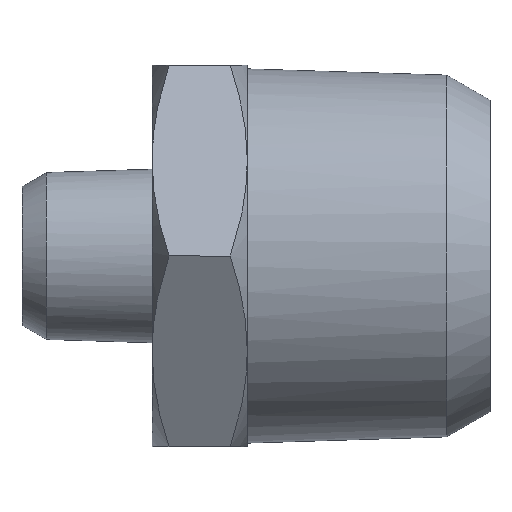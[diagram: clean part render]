
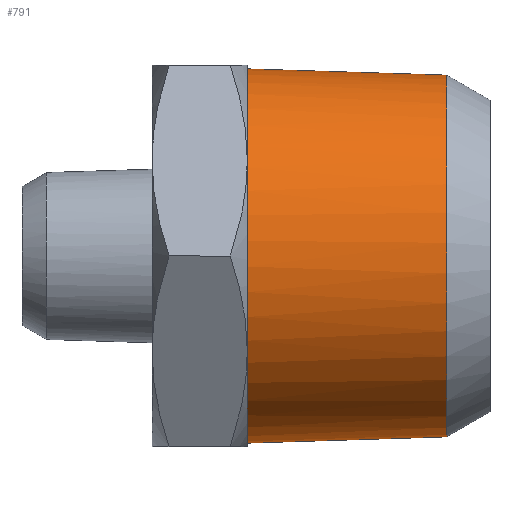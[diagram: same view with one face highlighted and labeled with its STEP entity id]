
A CAD part, left-side view. The second image highlights one B-rep face of the part: STEP entity #791.
In plain terms, the highlighted free-form (B-spline) face has degree [1, 3] with [2, 4] control points.
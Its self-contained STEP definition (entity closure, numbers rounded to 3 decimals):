
#53 = EDGE_CURVE ( 'NONE', #1647, #1461, #1492, .T. ) ;
#89 = CARTESIAN_POINT ( 'NONE',  ( -4.786, 14., 9.702 ) ) ;
#137 = CARTESIAN_POINT ( 'NONE',  ( 0., 2.485, 10.435 ) ) ;
#156 = B_SPLINE_CURVE_WITH_KNOTS ( 'NONE', 1,
 ( #1162, #1488 ),
 .UNSPECIFIED., .F., .F.,
 ( 2, 2 ),
 ( -1., 0. ),
 .UNSPECIFIED. ) ;
#192 = CARTESIAN_POINT ( 'NONE',  ( -20.87, 2.485, -10.435 ) ) ;
#195 = VERTEX_POINT ( 'NONE', #1919 ) ;
#210 = CARTESIAN_POINT ( 'NONE',  ( -1.411, 14., -10.726 ) ) ;
#215 = CARTESIAN_POINT ( 'NONE',  ( -4.786, 14., -9.702 ) ) ;
#226 = CARTESIAN_POINT ( 'NONE',  ( -10.449, 14., 2.801 ) ) ;
#241 = CARTESIAN_POINT ( 'NONE',  ( -7.132, 14., 8.134 ) ) ;
#366 = CARTESIAN_POINT ( 'NONE',  ( -7.132, 14., -8.134 ) ) ;
#378 = CARTESIAN_POINT ( 'NONE',  ( -0.709, 14., -10.795 ) ) ;
#385 = CARTESIAN_POINT ( 'NONE',  ( -10.244, 14., 3.476 ) ) ;
#407 = CARTESIAN_POINT ( 'NONE',  ( -0.709, 14., 10.795 ) ) ;
#457 = CARTESIAN_POINT ( 'NONE',  ( 0., 2.485, 10.435 ) ) ;
#523 = CARTESIAN_POINT ( 'NONE',  ( -2.801, 14., -10.449 ) ) ;
#544 = CARTESIAN_POINT ( 'NONE',  ( -9.702, 14., 4.786 ) ) ;
#577 = CARTESIAN_POINT ( 'NONE',  ( -1.411, 14., 10.726 ) ) ;
#594 = CARTESIAN_POINT ( 'NONE',  ( 0., 2.485, -10.435 ) ) ;
#686 = CARTESIAN_POINT ( 'NONE',  ( -9.702, 14., -4.786 ) ) ;
#702 = CARTESIAN_POINT ( 'NONE',  ( -10.795, 14., 0.709 ) ) ;
#707 = CARTESIAN_POINT ( 'NONE',  ( -9.369, 14., 5.408 ) ) ;
#727 = EDGE_CURVE ( 'NONE', #1647, #195, #156, .T. ) ;
#753 = CARTESIAN_POINT ( 'NONE',  ( -20.87, 2.485, -10.435 ) ) ;
#791 = ADVANCED_FACE ( 'NONE', ( #1795 ), #1106, .F. ) ;
#890 = CARTESIAN_POINT ( 'NONE',  ( 0., 2.485, 10.435 ) ) ;
#914 = CARTESIAN_POINT ( 'NONE',  ( 0., 14., -10.795 ) ) ;
#991 = CARTESIAN_POINT ( 'NONE',  ( -3.476, 14., -10.244 ) ) ;
#1013 = CARTESIAN_POINT ( 'NONE',  ( -9.369, 14., -5.408 ) ) ;
#1018 = CARTESIAN_POINT ( 'NONE',  ( -8.582, 14., 6.587 ) ) ;
#1037 = CARTESIAN_POINT ( 'NONE',  ( -6.587, 14., 8.582 ) ) ;
#1052 = EDGE_CURVE ( 'NONE', #195, #1286, #1537, .T. ) ;
#1074 = CARTESIAN_POINT ( 'NONE',  ( -21.59, 14., -10.795 ) ) ;
#1106 =( BOUNDED_SURFACE ( )  B_SPLINE_SURFACE ( 1, 3, ( 
 ( #594, #753, #1702, #890 ),
 ( #914, #1074, #1237, #1850 ) ),
 .UNSPECIFIED., .F., .F., .F. ) 
 B_SPLINE_SURFACE_WITH_KNOTS ( ( 2, 2 ),
 ( 4, 4 ),
 ( 0., 1. ),
 ( 0., 1. ),
 .UNSPECIFIED. ) 
 GEOMETRIC_REPRESENTATION_ITEM ( )  RATIONAL_B_SPLINE_SURFACE ( (
 ( 1., 0.333, 0.333, 1.),
 ( 1., 0.333, 0.333, 1.) ) ) 
 REPRESENTATION_ITEM ( '' )  SURFACE ( )  );
#1153 = CARTESIAN_POINT ( 'NONE',  ( 0., 14., -10.795 ) ) ;
#1159 = CARTESIAN_POINT ( 'NONE',  ( -8.582, 14., -6.587 ) ) ;
#1162 = CARTESIAN_POINT ( 'NONE',  ( 0., 14., -10.795 ) ) ;
#1166 = CARTESIAN_POINT ( 'NONE',  ( -10.726, 14., 1.411 ) ) ;
#1237 = CARTESIAN_POINT ( 'NONE',  ( -21.59, 14., 10.795 ) ) ;
#1286 = VERTEX_POINT ( 'NONE', #457 ) ;
#1326 = CARTESIAN_POINT ( 'NONE',  ( -10.449, 14., -2.801 ) ) ;
#1337 = CARTESIAN_POINT ( 'NONE',  ( 0., 2.485, -10.435 ) ) ;
#1349 = CARTESIAN_POINT ( 'NONE',  ( -3.476, 14., 10.244 ) ) ;
#1368 = CARTESIAN_POINT ( 'NONE',  ( -2.801, 14., 10.449 ) ) ;
#1406 = ORIENTED_EDGE ( 'NONE', *, *, #53, .F. ) ;
#1440 = CARTESIAN_POINT ( 'NONE',  ( 0., 2.485, 10.435 ) ) ;
#1455 = CARTESIAN_POINT ( 'NONE',  ( 0., 14., -10.795 ) ) ;
#1458 = ORIENTED_EDGE ( 'NONE', *, *, #1052, .T. ) ;
#1461 = VERTEX_POINT ( 'NONE', #1591 ) ;
#1484 = CARTESIAN_POINT ( 'NONE',  ( -10.726, 14., -1.411 ) ) ;
#1488 = CARTESIAN_POINT ( 'NONE',  ( 0., 2.485, -10.435 ) ) ;
#1492 = B_SPLINE_CURVE_WITH_KNOTS ( 'NONE', 3,
 ( #1153, #378, #210, #523, #991, #215, #1961, #1950, #366, #1626, #1159, #1013, #686, #1789, #1326, #1484, #1637, #702, #1166, #226, #385, #544, #707, #1018, #1840, #241, #1037, #1833, #89, #1349, #1368, #577, #407, #1560 ),
 .UNSPECIFIED., .F., .F.,
 ( 4, 2, 2, 2, 2, 2, 2, 2, 2, 2, 2, 2, 2, 2, 2, 2, 4 ),
 ( 0., 0.196, 0.393, 0.589, 0.785, 0.982, 1.178, 1.374, 1.571, 1.767, 1.963, 2.16, 2.356, 2.553, 2.749, 2.945, 3.142 ),
 .UNSPECIFIED. ) ;
#1537 =( BOUNDED_CURVE ( )  B_SPLINE_CURVE ( 3, ( #1337, #192, #1916, #1440 ),
 .UNSPECIFIED., .F., .F. ) 
 B_SPLINE_CURVE_WITH_KNOTS ( ( 4, 4 ),
 ( -3.142, 0. ),
 .UNSPECIFIED. ) 
 CURVE ( )  GEOMETRIC_REPRESENTATION_ITEM ( )  RATIONAL_B_SPLINE_CURVE ( ( 1., 0.333, 0.333, 1. ) ) 
 REPRESENTATION_ITEM ( '' )  );
#1560 = CARTESIAN_POINT ( 'NONE',  ( 0., 14., 10.795 ) ) ;
#1587 = B_SPLINE_CURVE_WITH_KNOTS ( 'NONE', 1,
 ( #137, #1716 ),
 .UNSPECIFIED., .F., .F.,
 ( 2, 2 ),
 ( -1., 0. ),
 .UNSPECIFIED. ) ;
#1591 = CARTESIAN_POINT ( 'NONE',  ( 0., 14., 10.795 ) ) ;
#1626 = CARTESIAN_POINT ( 'NONE',  ( -8.134, 14., -7.132 ) ) ;
#1637 = CARTESIAN_POINT ( 'NONE',  ( -10.795, 14., -0.709 ) ) ;
#1647 = VERTEX_POINT ( 'NONE', #1455 ) ;
#1702 = CARTESIAN_POINT ( 'NONE',  ( -20.87, 2.485, 10.435 ) ) ;
#1707 = EDGE_CURVE ( 'NONE', #1286, #1461, #1587, .T. ) ;
#1716 = CARTESIAN_POINT ( 'NONE',  ( 0., 14., 10.795 ) ) ;
#1789 = CARTESIAN_POINT ( 'NONE',  ( -10.244, 14., -3.476 ) ) ;
#1795 = FACE_OUTER_BOUND ( 'NONE', #1942, .T. ) ;
#1833 = CARTESIAN_POINT ( 'NONE',  ( -5.408, 14., 9.369 ) ) ;
#1840 = CARTESIAN_POINT ( 'NONE',  ( -8.134, 14., 7.132 ) ) ;
#1850 = CARTESIAN_POINT ( 'NONE',  ( 0., 14., 10.795 ) ) ;
#1916 = CARTESIAN_POINT ( 'NONE',  ( -20.87, 2.485, 10.435 ) ) ;
#1919 = CARTESIAN_POINT ( 'NONE',  ( 0., 2.485, -10.435 ) ) ;
#1942 = EDGE_LOOP ( 'NONE', ( #1458, #1967, #1406, #2016 ) ) ;
#1950 = CARTESIAN_POINT ( 'NONE',  ( -6.587, 14., -8.582 ) ) ;
#1961 = CARTESIAN_POINT ( 'NONE',  ( -5.408, 14., -9.369 ) ) ;
#1967 = ORIENTED_EDGE ( 'NONE', *, *, #1707, .T. ) ;
#2016 = ORIENTED_EDGE ( 'NONE', *, *, #727, .T. ) ;
